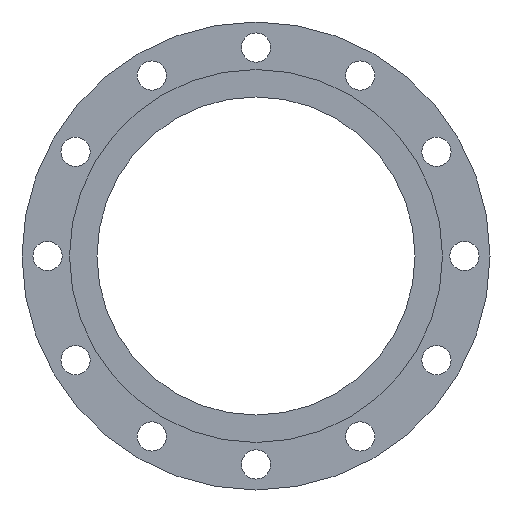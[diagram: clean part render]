
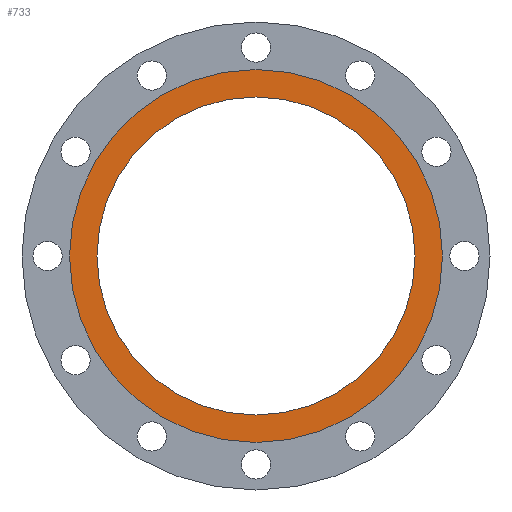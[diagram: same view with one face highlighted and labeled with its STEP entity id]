
A CAD part, left-side view. The second image highlights one B-rep face of the part: STEP entity #733.
In plain terms, the highlighted planar face has unit normal (-1, 0, 0).
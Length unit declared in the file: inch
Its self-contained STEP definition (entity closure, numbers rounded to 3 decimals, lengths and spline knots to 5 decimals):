
#10 = EDGE_LOOP ( 'NONE', ( #831, #45 ) ) ;
#45 = ORIENTED_EDGE ( 'NONE', *, *, #683, .T. ) ;
#48 = DIRECTION ( 'NONE',  ( 0., 0., 1. ) ) ;
#55 = FACE_BOUND ( 'NONE', #219, .T. ) ;
#113 = AXIS2_PLACEMENT_3D ( 'NONE', #893, #595, #1000 ) ;
#117 = CARTESIAN_POINT ( 'NONE',  ( -0.14414, 0., -6.375 ) ) ;
#163 = CIRCLE ( 'NONE', #661, 6.375 ) ;
#219 = EDGE_LOOP ( 'NONE', ( #676, #780 ) ) ;
#348 = CARTESIAN_POINT ( 'NONE',  ( -0.14414, 0., 0. ) ) ;
#353 = AXIS2_PLACEMENT_3D ( 'NONE', #995, #1196, #1202 ) ;
#355 = CIRCLE ( 'NONE', #353, 6.375 ) ;
#469 = PLANE ( 'NONE',  #113 ) ;
#480 = FACE_OUTER_BOUND ( 'NONE', #10, .T. ) ;
#533 = VERTEX_POINT ( 'NONE', #752 ) ;
#540 = VERTEX_POINT ( 'NONE', #117 ) ;
#561 = CARTESIAN_POINT ( 'NONE',  ( -0.14414, 0., 5.4375 ) ) ;
#587 = CARTESIAN_POINT ( 'NONE',  ( -0.14414, 0., 6.375 ) ) ;
#595 = DIRECTION ( 'NONE',  ( -1., 0., 0. ) ) ;
#605 = EDGE_CURVE ( 'NONE', #1315, #533, #622, .T. ) ;
#622 = CIRCLE ( 'NONE', #1183, 5.4375 ) ;
#661 = AXIS2_PLACEMENT_3D ( 'NONE', #974, #1293, #48 ) ;
#676 = ORIENTED_EDGE ( 'NONE', *, *, #605, .F. ) ;
#683 = EDGE_CURVE ( 'NONE', #540, #1030, #355, .T. ) ;
#733 = ADVANCED_FACE ( 'NONE', ( #480, #55 ), #469, .T. ) ;
#749 = EDGE_CURVE ( 'NONE', #1030, #540, #163, .T. ) ;
#752 = CARTESIAN_POINT ( 'NONE',  ( -0.14414, 0., -5.4375 ) ) ;
#778 = EDGE_CURVE ( 'NONE', #533, #1315, #829, .T. ) ;
#780 = ORIENTED_EDGE ( 'NONE', *, *, #778, .F. ) ;
#801 = DIRECTION ( 'NONE',  ( 0., 0., 1. ) ) ;
#829 = CIRCLE ( 'NONE', #1228, 5.4375 ) ;
#831 = ORIENTED_EDGE ( 'NONE', *, *, #749, .T. ) ;
#893 = CARTESIAN_POINT ( 'NONE',  ( -0.14414, 0., 0. ) ) ;
#974 = CARTESIAN_POINT ( 'NONE',  ( -0.14414, 0., 0. ) ) ;
#995 = CARTESIAN_POINT ( 'NONE',  ( -0.14414, 0., 0. ) ) ;
#1000 = DIRECTION ( 'NONE',  ( 0., 0., 1. ) ) ;
#1030 = VERTEX_POINT ( 'NONE', #587 ) ;
#1031 = DIRECTION ( 'NONE',  ( -1., 0., 0. ) ) ;
#1110 = DIRECTION ( 'NONE',  ( 0., 0., 1. ) ) ;
#1183 = AXIS2_PLACEMENT_3D ( 'NONE', #348, #1303, #1110 ) ;
#1196 = DIRECTION ( 'NONE',  ( -1., 0., 0. ) ) ;
#1202 = DIRECTION ( 'NONE',  ( 0., 0., 1. ) ) ;
#1223 = CARTESIAN_POINT ( 'NONE',  ( -0.14414, 0., 0. ) ) ;
#1228 = AXIS2_PLACEMENT_3D ( 'NONE', #1223, #1031, #801 ) ;
#1293 = DIRECTION ( 'NONE',  ( -1., 0., 0. ) ) ;
#1303 = DIRECTION ( 'NONE',  ( -1., 0., 0. ) ) ;
#1315 = VERTEX_POINT ( 'NONE', #561 ) ;
